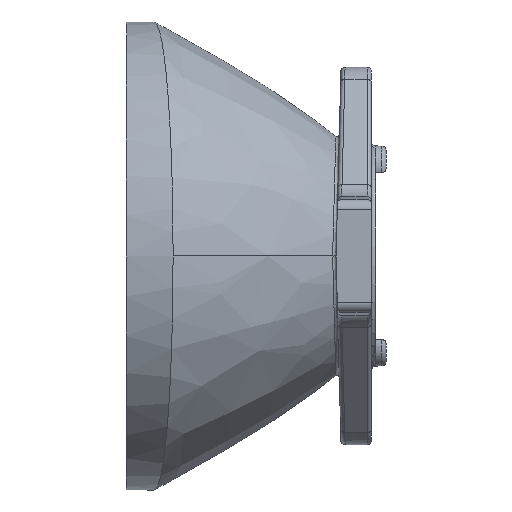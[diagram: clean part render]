
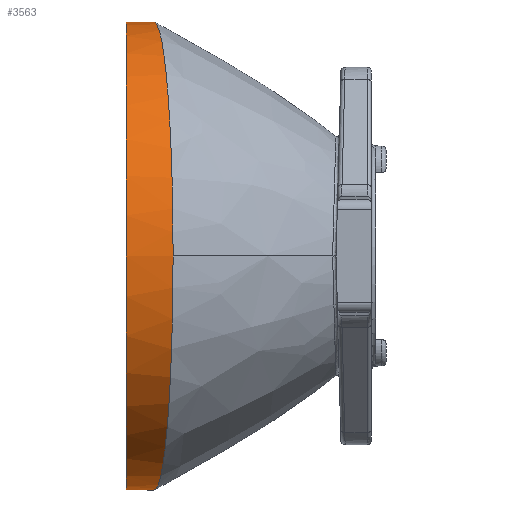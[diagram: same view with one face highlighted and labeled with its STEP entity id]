
A CAD part, left-side view. The second image highlights one B-rep face of the part: STEP entity #3563.
In plain terms, the highlighted cylindrical face has radius 11.25 mm (diameter 22.5 mm), a partial arc.
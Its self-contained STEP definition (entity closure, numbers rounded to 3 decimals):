
#20 = CARTESIAN_POINT ( 'NONE',  ( -4.403, 10.292, -10.414 ) ) ;
#31 = DIRECTION ( 'NONE',  ( 0., 1., 0. ) ) ;
#54 = DIRECTION ( 'NONE',  ( 0., 0., 1. ) ) ;
#90 = DIRECTION ( 'NONE',  ( 0., 1., 0. ) ) ;
#194 = CARTESIAN_POINT ( 'NONE',  ( -9.86, 9.853, -5.644 ) ) ;
#396 = VECTOR ( 'NONE', #814, 1000. ) ;
#448 = CARTESIAN_POINT ( 'NONE',  ( -9.031, 9.918, 6.881 ) ) ;
#486 = CARTESIAN_POINT ( 'NONE',  ( -11.35, 9.738, 0.744 ) ) ;
#509 = VECTOR ( 'NONE', #31, 1000. ) ;
#513 = CARTESIAN_POINT ( 'NONE',  ( -8.305, 9.976, -7.706 ) ) ;
#528 = B_SPLINE_CURVE_WITH_KNOTS ( 'NONE', 3,
 ( #2636, #2356, #2966, #3204, #3572, #864, #3849, #2905, #194, #815, #2029, #3225, #513, #2067, #3265, #1552, #598, #1869, #20, #1528, #658, #1202, #2739, #3051, #2487 ),
 .UNSPECIFIED., .F., .F.,
 ( 4, 2, 2, 2, 2, 2, 2, 2, 2, 1, 2, 2, 4 ),
 ( 0., 0.002, 0.003, 0.004, 0.007, 0.008, 0.009, 0.011, 0.012, 0.013, 0.014, 0.015, 0.018 ),
 .UNSPECIFIED. ) ;
#578 = AXIS2_PLACEMENT_3D ( 'NONE', #1390, #1730, #2889 ) ;
#583 = EDGE_CURVE ( 'NONE', #2572, #1836, #528, .T. ) ;
#598 = CARTESIAN_POINT ( 'NONE',  ( -5.715, 10.184, -9.755 ) ) ;
#621 = CARTESIAN_POINT ( 'NONE',  ( -0.1, 7., -11.25 ) ) ;
#658 = CARTESIAN_POINT ( 'NONE',  ( -3.009, 10.409, -10.874 ) ) ;
#674 = CARTESIAN_POINT ( 'NONE',  ( -5.725, 10.183, 9.771 ) ) ;
#693 = CARTESIAN_POINT ( 'NONE',  ( -2.647, 10.439, 10.964 ) ) ;
#711 = AXIS2_PLACEMENT_3D ( 'NONE', #2645, #2978, #3292 ) ;
#775 = CARTESIAN_POINT ( 'NONE',  ( -9.648, 9.87, 5.961 ) ) ;
#808 = CARTESIAN_POINT ( 'NONE',  ( -0.1, 12., -11.25 ) ) ;
#814 = DIRECTION ( 'NONE',  ( 0., 1., 0. ) ) ;
#815 = CARTESIAN_POINT ( 'NONE',  ( -9.246, 9.901, -6.562 ) ) ;
#843 = CIRCLE ( 'NONE', #711, 11.25 ) ;
#854 = B_SPLINE_CURVE_WITH_KNOTS ( 'NONE', 3,
 ( #1244, #2485, #2184, #693, #3723, #2446, #3669, #3424, #674, #1262, #2161, #2314, #448, #775, #3222, #1661, #2006, #1106, #1701, #2026, #486, #2862 ),
 .UNSPECIFIED., .F., .F.,
 ( 4, 2, 2, 2, 2, 2, 2, 2, 2, 2, 4 ),
 ( 0.053, 0.055, 0.056, 0.057, 0.059, 0.062, 0.064, 0.065, 0.066, 0.068, 0.07 ),
 .UNSPECIFIED. ) ;
#864 = CARTESIAN_POINT ( 'NONE',  ( -10.757, 9.784, -3.623 ) ) ;
#923 = EDGE_CURVE ( 'NONE', #1836, #1782, #2904, .T. ) ;
#1106 = CARTESIAN_POINT ( 'NONE',  ( -10.769, 9.783, 3.643 ) ) ;
#1202 = CARTESIAN_POINT ( 'NONE',  ( -2.648, 10.439, -10.964 ) ) ;
#1244 = CARTESIAN_POINT ( 'NONE',  ( -0.1, 10.659, 11.25 ) ) ;
#1262 = CARTESIAN_POINT ( 'NONE',  ( -6.946, 10.084, 8.957 ) ) ;
#1289 = FACE_OUTER_BOUND ( 'NONE', #3566, .T. ) ;
#1390 = CARTESIAN_POINT ( 'NONE',  ( -0.1, 12., 0. ) ) ;
#1422 = CARTESIAN_POINT ( 'NONE',  ( -0.1, 10.659, -11.25 ) ) ;
#1528 = CARTESIAN_POINT ( 'NONE',  ( -3.713, 10.35, -10.66 ) ) ;
#1552 = CARTESIAN_POINT ( 'NONE',  ( -6.035, 10.158, -9.564 ) ) ;
#1608 = CARTESIAN_POINT ( 'NONE',  ( -11.35, 9.738, 0. ) ) ;
#1661 = CARTESIAN_POINT ( 'NONE',  ( -10.189, 9.828, 4.991 ) ) ;
#1699 = ORIENTED_EDGE ( 'NONE', *, *, #3583, .F. ) ;
#1701 = CARTESIAN_POINT ( 'NONE',  ( -10.985, 9.766, 2.938 ) ) ;
#1722 = AXIS2_PLACEMENT_3D ( 'NONE', #2799, #90, #54 ) ;
#1730 = DIRECTION ( 'NONE',  ( 0., -1., 0. ) ) ;
#1782 = VERTEX_POINT ( 'NONE', #808 ) ;
#1836 = VERTEX_POINT ( 'NONE', #1422 ) ;
#1869 = CARTESIAN_POINT ( 'NONE',  ( -5.066, 10.237, -10.101 ) ) ;
#2006 = CARTESIAN_POINT ( 'NONE',  ( -10.347, 9.816, 4.659 ) ) ;
#2026 = CARTESIAN_POINT ( 'NONE',  ( -11.277, 9.744, 1.48 ) ) ;
#2029 = CARTESIAN_POINT ( 'NONE',  ( -9.024, 9.919, -6.86 ) ) ;
#2067 = CARTESIAN_POINT ( 'NONE',  ( -7.525, 10.038, -8.483 ) ) ;
#2161 = CARTESIAN_POINT ( 'NONE',  ( -7.525, 10.038, 8.483 ) ) ;
#2173 = ORIENTED_EDGE ( 'NONE', *, *, #2788, .T. ) ;
#2184 = CARTESIAN_POINT ( 'NONE',  ( -1.571, 10.531, 11.177 ) ) ;
#2193 = VERTEX_POINT ( 'NONE', #3059 ) ;
#2294 = VERTEX_POINT ( 'NONE', #2394 ) ;
#2314 = CARTESIAN_POINT ( 'NONE',  ( -8.565, 9.955, 7.446 ) ) ;
#2355 = CARTESIAN_POINT ( 'NONE',  ( -0.1, 7., 11.25 ) ) ;
#2356 = CARTESIAN_POINT ( 'NONE',  ( -11.35, 9.738, -0.745 ) ) ;
#2394 = CARTESIAN_POINT ( 'NONE',  ( -11.35, 12., 0. ) ) ;
#2446 = CARTESIAN_POINT ( 'NONE',  ( -3.707, 10.35, 10.662 ) ) ;
#2485 = CARTESIAN_POINT ( 'NONE',  ( -0.84, 10.594, 11.25 ) ) ;
#2487 = CARTESIAN_POINT ( 'NONE',  ( -0.1, 10.659, -11.25 ) ) ;
#2494 = ORIENTED_EDGE ( 'NONE', *, *, #923, .F. ) ;
#2500 = ORIENTED_EDGE ( 'NONE', *, *, #583, .F. ) ;
#2553 = EDGE_CURVE ( 'NONE', #2193, #2908, #3264, .T. ) ;
#2572 = VERTEX_POINT ( 'NONE', #1608 ) ;
#2636 = CARTESIAN_POINT ( 'NONE',  ( -11.35, 9.738, 0. ) ) ;
#2645 = CARTESIAN_POINT ( 'NONE',  ( -0.1, 12., 0. ) ) ;
#2739 = CARTESIAN_POINT ( 'NONE',  ( -1.561, 10.532, -11.179 ) ) ;
#2788 = EDGE_CURVE ( 'NONE', #2908, #2294, #843, .T. ) ;
#2799 = CARTESIAN_POINT ( 'NONE',  ( -0.1, 7., 0. ) ) ;
#2862 = CARTESIAN_POINT ( 'NONE',  ( -11.35, 9.738, 0. ) ) ;
#2889 = DIRECTION ( 'NONE',  ( 0., 0., -1. ) ) ;
#2904 = LINE ( 'NONE', #621, #396 ) ;
#2905 = CARTESIAN_POINT ( 'NONE',  ( -10.206, 9.826, -4.997 ) ) ;
#2908 = VERTEX_POINT ( 'NONE', #3871 ) ;
#2949 = EDGE_CURVE ( 'NONE', #2294, #1782, #3294, .T. ) ;
#2966 = CARTESIAN_POINT ( 'NONE',  ( -11.277, 9.744, -1.477 ) ) ;
#2978 = DIRECTION ( 'NONE',  ( 0., -1., 0. ) ) ;
#3051 = CARTESIAN_POINT ( 'NONE',  ( -0.832, 10.595, -11.25 ) ) ;
#3059 = CARTESIAN_POINT ( 'NONE',  ( -0.1, 10.659, 11.25 ) ) ;
#3067 = CYLINDRICAL_SURFACE ( 'NONE', #1722, 11.25 ) ;
#3204 = CARTESIAN_POINT ( 'NONE',  ( -11.062, 9.76, -2.557 ) ) ;
#3222 = CARTESIAN_POINT ( 'NONE',  ( -9.841, 9.855, 5.641 ) ) ;
#3225 = CARTESIAN_POINT ( 'NONE',  ( -8.553, 9.956, -7.433 ) ) ;
#3239 = ORIENTED_EDGE ( 'NONE', *, *, #2553, .T. ) ;
#3264 = LINE ( 'NONE', #2355, #509 ) ;
#3265 = CARTESIAN_POINT ( 'NONE',  ( -6.958, 10.083, -8.949 ) ) ;
#3292 = DIRECTION ( 'NONE',  ( 0., 0., -1. ) ) ;
#3294 = CIRCLE ( 'NONE', #578, 11.25 ) ;
#3424 = CARTESIAN_POINT ( 'NONE',  ( -5.079, 10.236, 10.115 ) ) ;
#3563 = ADVANCED_FACE ( 'NONE', ( #1289 ), #3067, .T. ) ;
#3566 = EDGE_LOOP ( 'NONE', ( #2494, #2500, #1699, #3239, #2173, #3874 ) ) ;
#3572 = CARTESIAN_POINT ( 'NONE',  ( -10.972, 9.767, -2.914 ) ) ;
#3583 = EDGE_CURVE ( 'NONE', #2193, #2572, #854, .T. ) ;
#3669 = CARTESIAN_POINT ( 'NONE',  ( -4.058, 10.321, 10.537 ) ) ;
#3723 = CARTESIAN_POINT ( 'NONE',  ( -3.002, 10.409, 10.875 ) ) ;
#3849 = CARTESIAN_POINT ( 'NONE',  ( -10.631, 9.794, -3.974 ) ) ;
#3871 = CARTESIAN_POINT ( 'NONE',  ( -0.1, 12., 11.25 ) ) ;
#3874 = ORIENTED_EDGE ( 'NONE', *, *, #2949, .T. ) ;
